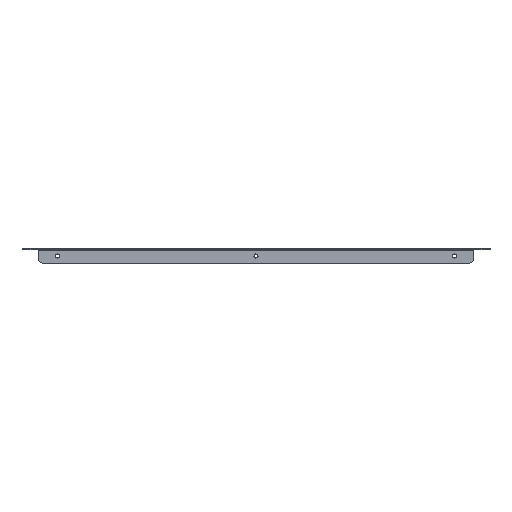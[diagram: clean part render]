
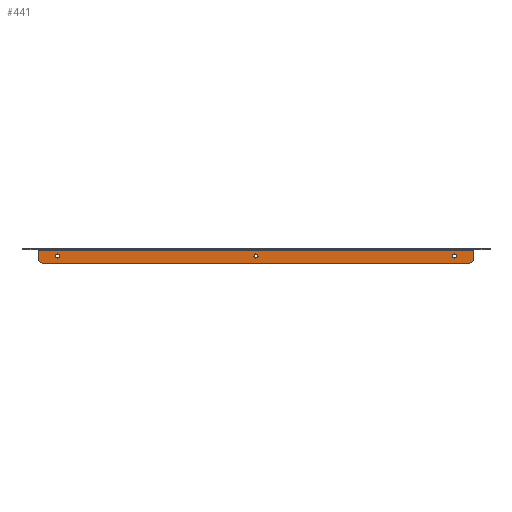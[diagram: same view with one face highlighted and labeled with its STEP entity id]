
A CAD part, front view. The second image highlights one B-rep face of the part: STEP entity #441.
In plain terms, the highlighted planar face has unit normal (0, -1, 0).
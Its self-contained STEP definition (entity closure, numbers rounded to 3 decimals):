
#9 = CARTESIAN_POINT ( 'NONE',  ( -221.25, -124.8, -10. ) ) ;
#24 = ORIENTED_EDGE ( 'NONE', *, *, #695, .F. ) ;
#37 = LINE ( 'NONE', #1788, #230 ) ;
#38 = FACE_BOUND ( 'NONE', #906, .T. ) ;
#48 = ORIENTED_EDGE ( 'NONE', *, *, #255, .T. ) ;
#63 = CARTESIAN_POINT ( 'NONE',  ( -206.25, -124.8, -7.5 ) ) ;
#66 = CARTESIAN_POINT ( 'NONE',  ( 0., -124.8, -5.4 ) ) ;
#113 = ORIENTED_EDGE ( 'NONE', *, *, #396, .T. ) ;
#127 = CARTESIAN_POINT ( 'NONE',  ( 226.25, -124.8, 0. ) ) ;
#184 = DIRECTION ( 'NONE',  ( 0., 0., 1. ) ) ;
#202 = DIRECTION ( 'NONE',  ( 0., 1., 0. ) ) ;
#230 = VECTOR ( 'NONE', #1375, 1000. ) ;
#232 = CARTESIAN_POINT ( 'NONE',  ( -228.796, -124.8, -0.919 ) ) ;
#238 = ORIENTED_EDGE ( 'NONE', *, *, #511, .T. ) ;
#255 = EDGE_CURVE ( 'NONE', #1878, #1878, #467, .T. ) ;
#272 = CIRCLE ( 'NONE', #1271, 5. ) ;
#323 = CARTESIAN_POINT ( 'NONE',  ( -226.25, -124.8, -0.919 ) ) ;
#388 = CARTESIAN_POINT ( 'NONE',  ( -226.25, -124.8, -10. ) ) ;
#396 = EDGE_CURVE ( 'NONE', #1098, #1327, #706, .T. ) ;
#416 = LINE ( 'NONE', #232, #994 ) ;
#424 = VERTEX_POINT ( 'NONE', #927 ) ;
#441 = ADVANCED_FACE ( 'NONE', ( #1612, #608, #38, #1094 ), #1038, .F. ) ;
#467 = CIRCLE ( 'NONE', #561, 2.1 ) ;
#499 = CARTESIAN_POINT ( 'NONE',  ( 206.25, -124.8, -5.4 ) ) ;
#511 = EDGE_CURVE ( 'NONE', #539, #1639, #37, .T. ) ;
#519 = DIRECTION ( 'NONE',  ( 0., -1., 0. ) ) ;
#527 = ORIENTED_EDGE ( 'NONE', *, *, #925, .T. ) ;
#528 = AXIS2_PLACEMENT_3D ( 'NONE', #9, #1317, #1196 ) ;
#539 = VERTEX_POINT ( 'NONE', #1651 ) ;
#543 = ORIENTED_EDGE ( 'NONE', *, *, #1268, .T. ) ;
#561 = AXIS2_PLACEMENT_3D ( 'NONE', #1574, #1720, #1714 ) ;
#608 = FACE_BOUND ( 'NONE', #1354, .T. ) ;
#675 = DIRECTION ( 'NONE',  ( 0., 0., 1. ) ) ;
#676 = DIRECTION ( 'NONE',  ( 0., 1., 0. ) ) ;
#677 = EDGE_CURVE ( 'NONE', #1120, #1120, #1786, .T. ) ;
#687 = ORIENTED_EDGE ( 'NONE', *, *, #1556, .T. ) ;
#695 = EDGE_CURVE ( 'NONE', #1098, #1690, #416, .T. ) ;
#706 = LINE ( 'NONE', #1151, #1655 ) ;
#717 = DIRECTION ( 'NONE',  ( 0., 0., -1. ) ) ;
#749 = DIRECTION ( 'NONE',  ( 0., 0., 1. ) ) ;
#761 = AXIS2_PLACEMENT_3D ( 'NONE', #1490, #913, #1496 ) ;
#810 = AXIS2_PLACEMENT_3D ( 'NONE', #63, #202, #184 ) ;
#860 = ORIENTED_EDGE ( 'NONE', *, *, #677, .T. ) ;
#906 = EDGE_LOOP ( 'NONE', ( #48 ) ) ;
#913 = DIRECTION ( 'NONE',  ( 0., 1., 0. ) ) ;
#925 = EDGE_CURVE ( 'NONE', #1840, #1690, #1495, .T. ) ;
#927 = CARTESIAN_POINT ( 'NONE',  ( -206.25, -124.8, -5.4 ) ) ;
#947 = DIRECTION ( 'NONE',  ( 1., 0., 0. ) ) ;
#953 = CARTESIAN_POINT ( 'NONE',  ( 0., -124.8, -7.5 ) ) ;
#994 = VECTOR ( 'NONE', #947, 1000. ) ;
#1038 = PLANE ( 'NONE',  #761 ) ;
#1094 = FACE_OUTER_BOUND ( 'NONE', #1688, .T. ) ;
#1098 = VERTEX_POINT ( 'NONE', #323 ) ;
#1116 = DIRECTION ( 'NONE',  ( 0., 0., 1. ) ) ;
#1120 = VERTEX_POINT ( 'NONE', #66 ) ;
#1151 = CARTESIAN_POINT ( 'NONE',  ( -226.25, -124.8, 0. ) ) ;
#1167 = CARTESIAN_POINT ( 'NONE',  ( 226.25, -124.8, -10. ) ) ;
#1188 = EDGE_LOOP ( 'NONE', ( #1441 ) ) ;
#1196 = DIRECTION ( 'NONE',  ( 0., 0., 1. ) ) ;
#1202 = EDGE_CURVE ( 'NONE', #424, #424, #1670, .T. ) ;
#1268 = EDGE_CURVE ( 'NONE', #1639, #1840, #272, .T. ) ;
#1271 = AXIS2_PLACEMENT_3D ( 'NONE', #1559, #519, #675 ) ;
#1317 = DIRECTION ( 'NONE',  ( 0., -1., 0. ) ) ;
#1327 = VERTEX_POINT ( 'NONE', #388 ) ;
#1354 = EDGE_LOOP ( 'NONE', ( #860 ) ) ;
#1362 = CIRCLE ( 'NONE', #528, 5. ) ;
#1363 = CARTESIAN_POINT ( 'NONE',  ( 226.25, -124.8, -0.919 ) ) ;
#1375 = DIRECTION ( 'NONE',  ( 1., 0., 0. ) ) ;
#1441 = ORIENTED_EDGE ( 'NONE', *, *, #1202, .T. ) ;
#1490 = CARTESIAN_POINT ( 'NONE',  ( 0., -124.8, 0. ) ) ;
#1495 = LINE ( 'NONE', #127, #1564 ) ;
#1496 = DIRECTION ( 'NONE',  ( 0., 0., 1. ) ) ;
#1535 = AXIS2_PLACEMENT_3D ( 'NONE', #953, #676, #1116 ) ;
#1556 = EDGE_CURVE ( 'NONE', #1327, #539, #1362, .T. ) ;
#1559 = CARTESIAN_POINT ( 'NONE',  ( 221.25, -124.8, -10. ) ) ;
#1564 = VECTOR ( 'NONE', #749, 1000. ) ;
#1574 = CARTESIAN_POINT ( 'NONE',  ( 206.25, -124.8, -7.5 ) ) ;
#1610 = CARTESIAN_POINT ( 'NONE',  ( 221.25, -124.8, -15. ) ) ;
#1612 = FACE_BOUND ( 'NONE', #1188, .T. ) ;
#1639 = VERTEX_POINT ( 'NONE', #1610 ) ;
#1651 = CARTESIAN_POINT ( 'NONE',  ( -221.25, -124.8, -15. ) ) ;
#1655 = VECTOR ( 'NONE', #717, 1000. ) ;
#1670 = CIRCLE ( 'NONE', #810, 2.1 ) ;
#1688 = EDGE_LOOP ( 'NONE', ( #113, #687, #238, #543, #527, #24 ) ) ;
#1690 = VERTEX_POINT ( 'NONE', #1363 ) ;
#1714 = DIRECTION ( 'NONE',  ( 0., 0., 1. ) ) ;
#1720 = DIRECTION ( 'NONE',  ( 0., 1., 0. ) ) ;
#1786 = CIRCLE ( 'NONE', #1535, 2.1 ) ;
#1788 = CARTESIAN_POINT ( 'NONE',  ( 0., -124.8, -15. ) ) ;
#1840 = VERTEX_POINT ( 'NONE', #1167 ) ;
#1878 = VERTEX_POINT ( 'NONE', #499 ) ;
